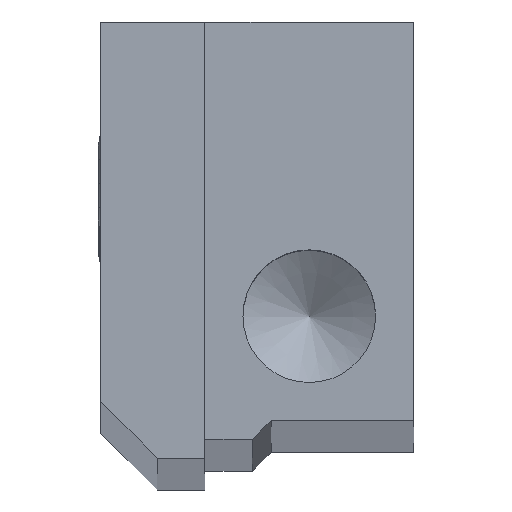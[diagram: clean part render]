
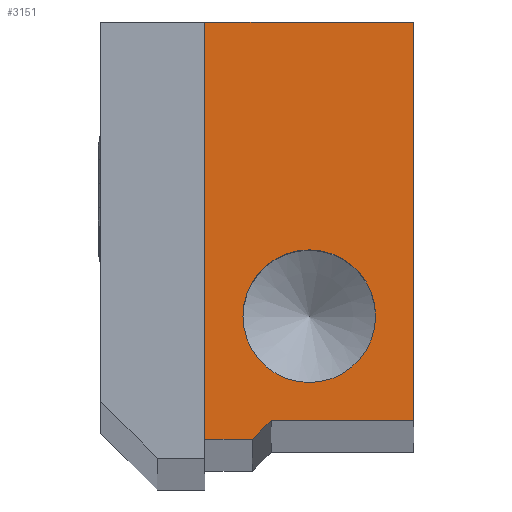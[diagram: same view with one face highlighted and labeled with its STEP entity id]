
A CAD part, top view. The second image highlights one B-rep face of the part: STEP entity #3151.
In plain terms, the highlighted planar face has unit normal (0, 0, 1).
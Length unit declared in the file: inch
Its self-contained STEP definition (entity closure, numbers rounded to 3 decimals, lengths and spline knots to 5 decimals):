
#155=LINE($,#5239,#200);
#159=LINE($,#5247,#204);
#162=LINE($,#5253,#207);
#165=LINE($,#5259,#210);
#168=LINE($,#5265,#213);
#171=LINE($,#5270,#216);
#200=VECTOR($,#4260,0.46925);
#204=VECTOR($,#4266,0.08839);
#207=VECTOR($,#4271,0.15625);
#210=VECTOR($,#4276,1.375);
#213=VECTOR($,#4281,0.688);
#216=VECTOR($,#4286,1.3125);
#286=PLANE($,#3512);
#503=FACE_BOUND($,#1151,.T.);
#504=FACE_BOUND($,#1152,.T.);
#1151=EDGE_LOOP($,(#2582));
#1152=EDGE_LOOP($,(#2583,#2584,#2585,#2586,#2587,#2588));
#1555=CIRCLE($,#3501,0.21875);
#1816=VERTEX_POINT($,#5228);
#1819=VERTEX_POINT($,#5237);
#1820=VERTEX_POINT($,#5238);
#1823=VERTEX_POINT($,#5246);
#1825=VERTEX_POINT($,#5252);
#1827=VERTEX_POINT($,#5258);
#1829=VERTEX_POINT($,#5264);
#2111=EDGE_CURVE($,#1816,#1816,#1555,.T.);
#2114=EDGE_CURVE($,#1819,#1820,#155,.T.);
#2118=EDGE_CURVE($,#1820,#1823,#159,.T.);
#2121=EDGE_CURVE($,#1823,#1825,#162,.T.);
#2124=EDGE_CURVE($,#1825,#1827,#165,.T.);
#2127=EDGE_CURVE($,#1827,#1829,#168,.T.);
#2130=EDGE_CURVE($,#1829,#1819,#171,.T.);
#2582=ORIENTED_EDGE($,*,*,#2111,.T.);
#2583=ORIENTED_EDGE($,*,*,#2114,.F.);
#2584=ORIENTED_EDGE($,*,*,#2130,.F.);
#2585=ORIENTED_EDGE($,*,*,#2127,.F.);
#2586=ORIENTED_EDGE($,*,*,#2124,.F.);
#2587=ORIENTED_EDGE($,*,*,#2121,.F.);
#2588=ORIENTED_EDGE($,*,*,#2118,.F.);
#3151=ADVANCED_FACE($,(#503,#504),#286,.T.);
#3501=AXIS2_PLACEMENT_3D($,#5229,#4248,#4249);
#3512=AXIS2_PLACEMENT_3D($,#5272,#4288,#4289);
#4248=DIRECTION('center_axis',(0.,0.,-1.));
#4249=DIRECTION('ref_axis',(1.,0.,0.));
#4260=DIRECTION($,(-1.,0.,0.));
#4266=DIRECTION($,(-0.707,-0.707,0.));
#4271=DIRECTION($,(-1.,0.,0.));
#4276=DIRECTION($,(0.,1.,0.));
#4281=DIRECTION($,(1.,0.,0.));
#4286=DIRECTION($,(0.,-1.,0.));
#4288=DIRECTION('center_axis',(0.,0.,1.));
#4289=DIRECTION('ref_axis',(1.,0.,0.));
#5228=CARTESIAN_POINT('',(-0.125,-0.96875,60.));
#5229=CARTESIAN_POINT('Origin',(-0.34375,-0.96875,60.));
#5237=CARTESIAN_POINT('',(0.,-1.3125,60.));
#5238=CARTESIAN_POINT('',(-0.46925,-1.3125,60.));
#5239=CARTESIAN_POINT($,(0.,-1.3125,60.));
#5246=CARTESIAN_POINT('',(-0.53175,-1.375,60.));
#5247=CARTESIAN_POINT($,(-0.46925,-1.3125,60.));
#5252=CARTESIAN_POINT('',(-0.688,-1.375,60.));
#5253=CARTESIAN_POINT($,(-0.53175,-1.375,60.));
#5258=CARTESIAN_POINT('',(-0.688,0.,60.));
#5259=CARTESIAN_POINT($,(-0.688,-1.375,60.));
#5264=CARTESIAN_POINT('',(0.,0.,60.));
#5265=CARTESIAN_POINT($,(-0.688,0.,60.));
#5270=CARTESIAN_POINT($,(0.,0.,60.));
#5272=CARTESIAN_POINT('Origin',(-0.35025,-0.67398,60.));
